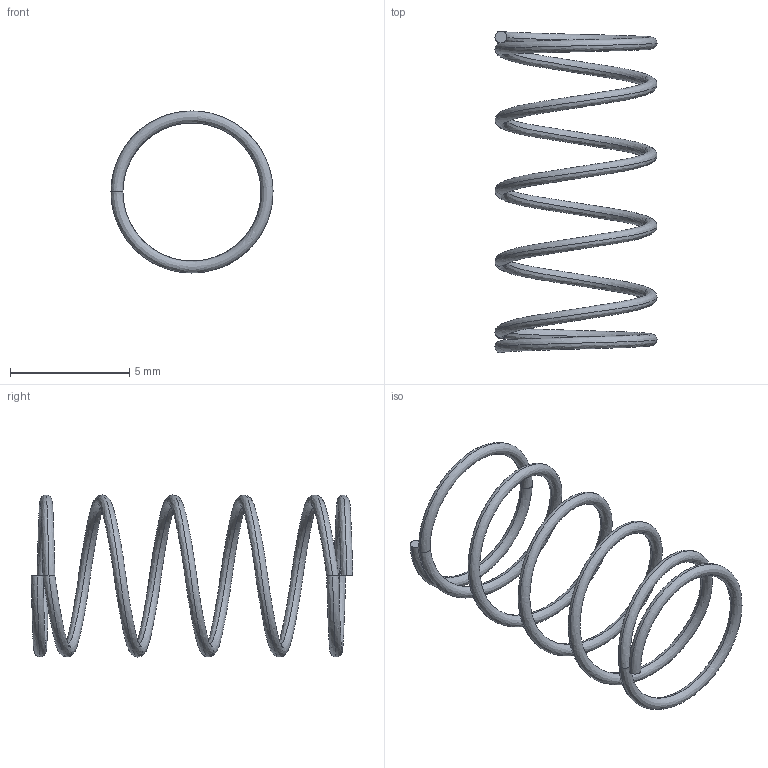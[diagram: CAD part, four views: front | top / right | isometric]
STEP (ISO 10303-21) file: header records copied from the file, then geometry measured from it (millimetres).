
FILE_DESCRIPTION (( 'STEP AP203' ), '1' );
FILE_NAME ('2130-B_1.step', '2017-05-18T11:20:25', ( '' ), ( '' ), 'SwSTEP 2.0', 'SolidWorks 2016', '' );
FILE_SCHEMA (( 'CONFIG_CONTROL_DESIGN' ));
Length unit declared in the file: millimetre
Products named in the file (1): 2130-B_1
Bounding box: 6.8 x 13.5 x 6.8 mm (x, y, z)
Volume: 23.3 mm3; surface area: 187.5 mm2
Topology: 1 solids, 1 shells, 10 faces, 18 edges, 10 vertices
Faces by surface type: bspline 8, plane 2
Entity records: 1693 total; most frequent: CARTESIAN_POINT 1465, ORIENTED_EDGE 36, DIRECTION 22, EDGE_CURVE 18, AXIS2_PLACEMENT_3D 11, VERTEX_POINT 10, EDGE_LOOP 10, ADVANCED_FACE 10
